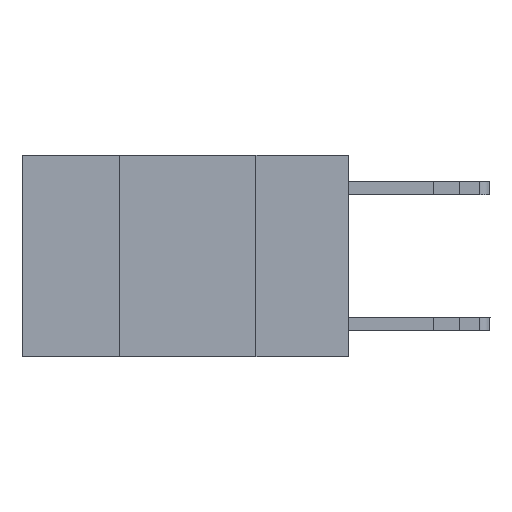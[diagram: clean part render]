
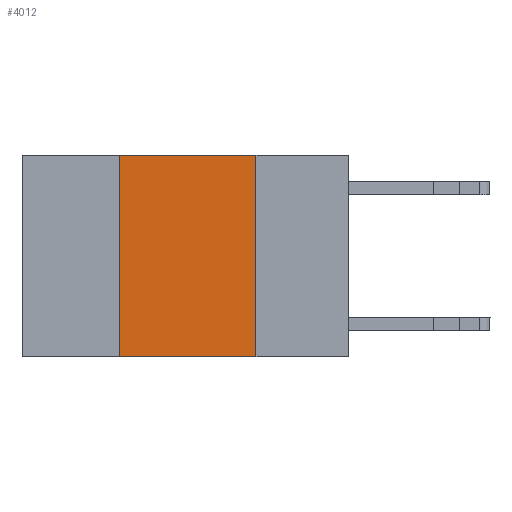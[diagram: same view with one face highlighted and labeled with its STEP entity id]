
A CAD part, left-side view. The second image highlights one B-rep face of the part: STEP entity #4012.
In plain terms, the highlighted planar face has unit normal (-1, 0, 0).
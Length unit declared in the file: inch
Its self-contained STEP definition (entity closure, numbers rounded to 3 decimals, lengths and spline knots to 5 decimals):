
#613 = CARTESIAN_POINT ( 'NONE',  ( 0., 0.17, -0.37 ) ) ;
#824 = LINE ( 'NONE', #10289, #9451 ) ;
#1439 = EDGE_CURVE ( 'NONE', #6862, #10349, #4353, .T. ) ;
#1717 = EDGE_CURVE ( 'NONE', #6862, #2614, #824, .T. ) ;
#2532 = PLANE ( 'NONE',  #2747 ) ;
#2614 = VERTEX_POINT ( 'NONE', #613 ) ;
#2747 = AXIS2_PLACEMENT_3D ( 'NONE', #7030, #10379, #3673 ) ;
#3342 = CARTESIAN_POINT ( 'NONE',  ( 0., 0.42, 0. ) ) ;
#3387 = CARTESIAN_POINT ( 'NONE',  ( 0., 0.42, 0. ) ) ;
#3581 = DIRECTION ( 'NONE',  ( 0., 0., 1. ) ) ;
#3673 = DIRECTION ( 'NONE',  ( 0., 0., -1. ) ) ;
#3952 = FACE_OUTER_BOUND ( 'NONE', #13488, .T. ) ;
#4012 = ADVANCED_FACE ( 'NONE', ( #3952 ), #2532, .F. ) ;
#4353 = LINE ( 'NONE', #3387, #12922 ) ;
#5125 = DIRECTION ( 'NONE',  ( 0., -1., 0. ) ) ;
#5794 = DIRECTION ( 'NONE',  ( 0., 0., -1. ) ) ;
#6862 = VERTEX_POINT ( 'NONE', #13116 ) ;
#7030 = CARTESIAN_POINT ( 'NONE',  ( 0., 0.6, 0. ) ) ;
#7068 = ORIENTED_EDGE ( 'NONE', *, *, #1717, .T. ) ;
#7897 = LINE ( 'NONE', #8521, #13455 ) ;
#8521 = CARTESIAN_POINT ( 'NONE',  ( 0., 0.6, 0. ) ) ;
#9336 = ORIENTED_EDGE ( 'NONE', *, *, #9417, .F. ) ;
#9417 = EDGE_CURVE ( 'NONE', #10349, #12149, #7897, .T. ) ;
#9451 = VECTOR ( 'NONE', #10365, 39.37008 ) ;
#10289 = CARTESIAN_POINT ( 'NONE',  ( 0., 0.6, -0.37 ) ) ;
#10349 = VERTEX_POINT ( 'NONE', #3342 ) ;
#10365 = DIRECTION ( 'NONE',  ( 0., -1., 0. ) ) ;
#10379 = DIRECTION ( 'NONE',  ( 1., 0., 0. ) ) ;
#10791 = CARTESIAN_POINT ( 'NONE',  ( 0., 0.17, 0. ) ) ;
#10979 = VECTOR ( 'NONE', #5794, 39.37008 ) ;
#11280 = CARTESIAN_POINT ( 'NONE',  ( 0., 0.17, 0. ) ) ;
#11673 = EDGE_CURVE ( 'NONE', #12149, #2614, #13580, .T. ) ;
#12149 = VERTEX_POINT ( 'NONE', #10791 ) ;
#12894 = ORIENTED_EDGE ( 'NONE', *, *, #1439, .F. ) ;
#12922 = VECTOR ( 'NONE', #3581, 39.37008 ) ;
#13116 = CARTESIAN_POINT ( 'NONE',  ( 0., 0.42, -0.37 ) ) ;
#13455 = VECTOR ( 'NONE', #5125, 39.37008 ) ;
#13488 = EDGE_LOOP ( 'NONE', ( #14043, #9336, #12894, #7068 ) ) ;
#13580 = LINE ( 'NONE', #11280, #10979 ) ;
#14043 = ORIENTED_EDGE ( 'NONE', *, *, #11673, .F. ) ;
